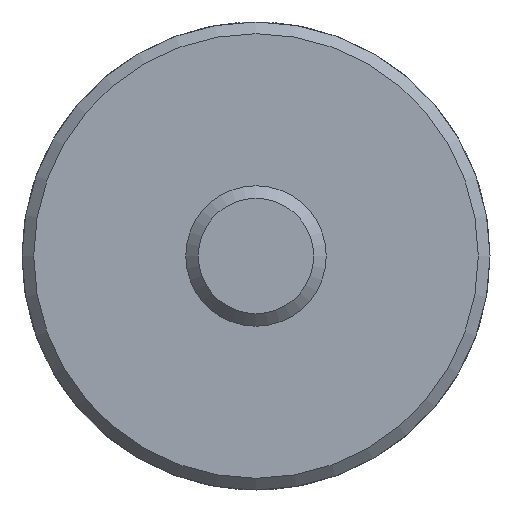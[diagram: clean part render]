
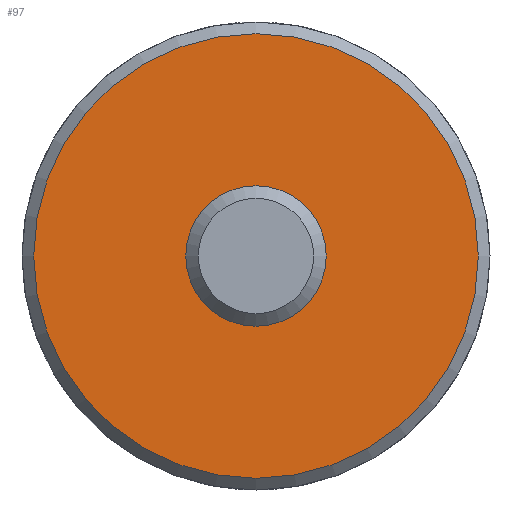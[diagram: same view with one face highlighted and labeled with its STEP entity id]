
A CAD part, front view. The second image highlights one B-rep face of the part: STEP entity #97.
In plain terms, the highlighted planar face has unit normal (0, -1, 0).
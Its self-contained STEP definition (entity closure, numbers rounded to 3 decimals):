
#97 = ADVANCED_FACE( '', ( #203, #204 ), #205, .F. );
#203 = FACE_OUTER_BOUND( '', #321, .T. );
#204 = FACE_BOUND( '', #322, .T. );
#205 = PLANE( '', #323 );
#321 = EDGE_LOOP( '', ( #499 ) );
#322 = EDGE_LOOP( '', ( #500 ) );
#323 = AXIS2_PLACEMENT_3D( '', #501, #502, #503 );
#499 = ORIENTED_EDGE( '', *, *, #597, .F. );
#500 = ORIENTED_EDGE( '', *, *, #644, .T. );
#501 = CARTESIAN_POINT( '', ( -4.7, 0., 0. ) );
#502 = DIRECTION( '', ( 0., 1., 0. ) );
#503 = DIRECTION( '', ( 0., 0., 1. ) );
#597 = EDGE_CURVE( '', #686, #686, #687, .T. );
#644 = EDGE_CURVE( '', #753, #753, #754, .T. );
#686 = VERTEX_POINT( '', #806 );
#687 = CIRCLE( '', #807, 19. );
#753 = VERTEX_POINT( '', #889 );
#754 = CIRCLE( '', #890, 4.7 );
#806 = CARTESIAN_POINT( '', ( 0., 0., 19. ) );
#807 = AXIS2_PLACEMENT_3D( '', #935, #936, #937 );
#889 = CARTESIAN_POINT( '', ( 0., 0., 4.7 ) );
#890 = AXIS2_PLACEMENT_3D( '', #990, #991, #992 );
#935 = CARTESIAN_POINT( '', ( 0., 0., 0. ) );
#936 = DIRECTION( '', ( 0., 1., 0. ) );
#937 = DIRECTION( '', ( 0., 0., 1. ) );
#990 = CARTESIAN_POINT( '', ( 0., 0., 0. ) );
#991 = DIRECTION( '', ( 0., 1., 0. ) );
#992 = DIRECTION( '', ( 0., 0., 1. ) );
